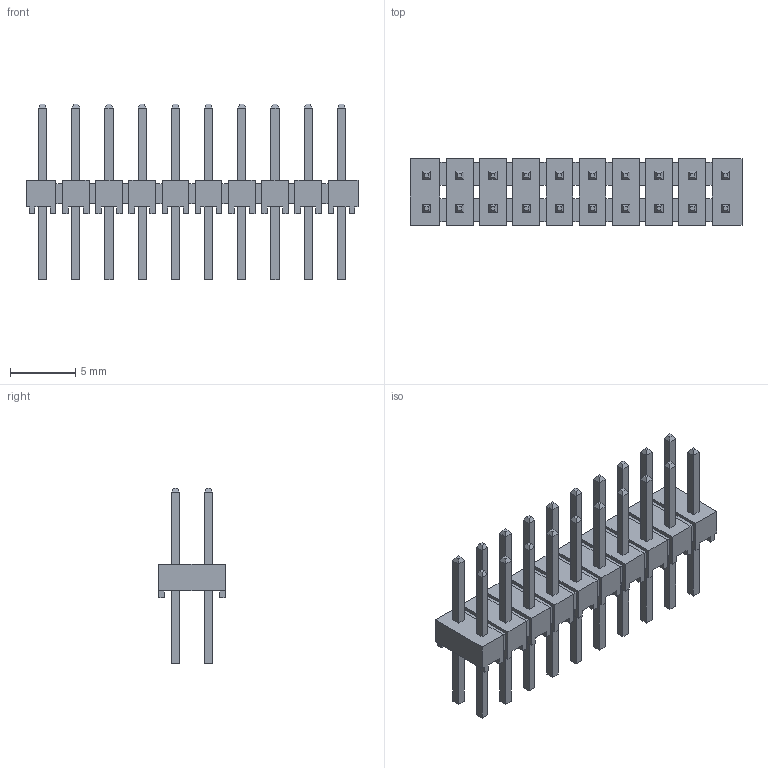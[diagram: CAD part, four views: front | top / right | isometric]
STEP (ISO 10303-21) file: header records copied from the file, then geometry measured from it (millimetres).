
FILE_DESCRIPTION(/* description */ (''),/* implementation_level */ '2;1');
FILE_NAME(/* name */ 'SAMTEC_TSW-110-08-G-D.stp',/* time_stamp */ '2017-07-17T13:51:04+02:00',/* author */ ('jchouvet'),/* organization */ (''),/* preprocessor_version */ 'ST-DEVELOPER v16.1',/* originating_system */ 'AutoCAD Mechanical',/* authorisation */ ' ');
FILE_SCHEMA (('AUTOMOTIVE_DESIGN { 1 0 10303 214 3 1 1 }'));
Length unit declared in the file: millimetre
Products named in the file (1): Product
Bounding box: 25.4 x 5.08 x 13.46 mm (x, y, z)
Volume: 334.6 mm3; surface area: 1299.5 mm2
Topology: 68 solids, 68 shells, 612 faces, 1348 edges, 872 vertices
Faces by surface type: plane 612
Entity records: 16324 total; most frequent: CARTESIAN_POINT 2833, ORIENTED_EDGE 2696, DIRECTION 2574, LINE 1348, VECTOR 1348, EDGE_CURVE 1348, VERTEX_POINT 872, AXIS2_PLACEMENT_3D 613
